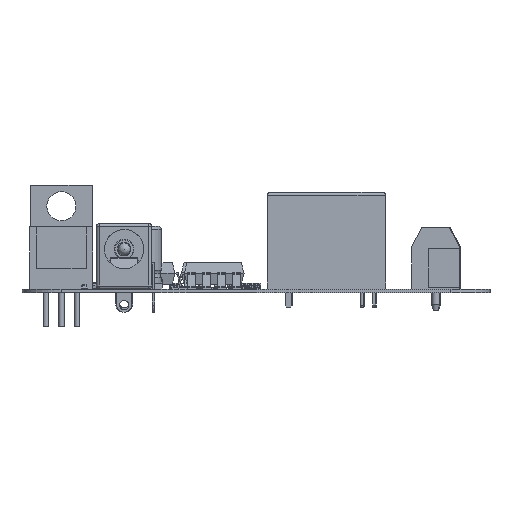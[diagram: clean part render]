
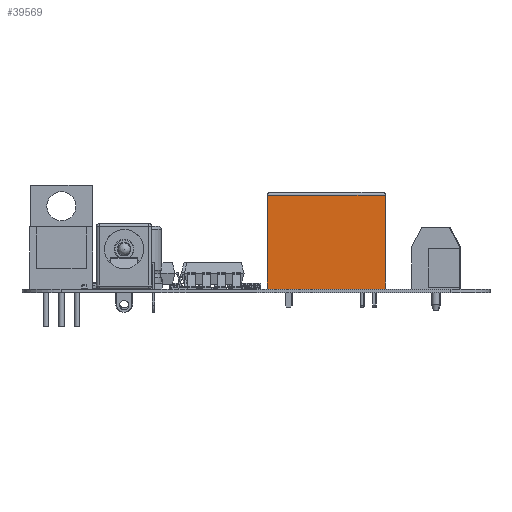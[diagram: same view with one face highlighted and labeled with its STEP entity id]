
A CAD part, front view. The second image highlights one B-rep face of the part: STEP entity #39569.
In plain terms, the highlighted face is planar.
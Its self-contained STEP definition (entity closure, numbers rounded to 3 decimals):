
#39369 = VERTEX_POINT('',#39370);
#39370 = CARTESIAN_POINT('',(7.8,9.8,15.3));
#39427 = VERTEX_POINT('',#39428);
#39428 = CARTESIAN_POINT('',(7.8,-9.4,15.3));
#39435 = EDGE_CURVE('',#39369,#39427,#39436,.T.);
#39436 = LINE('',#39437,#39438);
#39437 = CARTESIAN_POINT('',(7.8,9.8,15.3));
#39438 = VECTOR('',#39439,1.);
#39439 = DIRECTION('',(0.,-1.,0.));
#39527 = EDGE_CURVE('',#39528,#39369,#39530,.T.);
#39528 = VERTEX_POINT('',#39529);
#39529 = CARTESIAN_POINT('',(7.8,9.8,0.));
#39530 = LINE('',#39531,#39532);
#39531 = CARTESIAN_POINT('',(7.8,9.8,0.));
#39532 = VECTOR('',#39533,1.);
#39533 = DIRECTION('',(0.,0.,1.));
#39569 = ADVANCED_FACE('',(#39570),#39588,.T.);
#39570 = FACE_BOUND('',#39571,.T.);
#39571 = EDGE_LOOP('',(#39572,#39573,#39574,#39582));
#39572 = ORIENTED_EDGE('',*,*,#39527,.T.);
#39573 = ORIENTED_EDGE('',*,*,#39435,.T.);
#39574 = ORIENTED_EDGE('',*,*,#39575,.F.);
#39575 = EDGE_CURVE('',#39576,#39427,#39578,.T.);
#39576 = VERTEX_POINT('',#39577);
#39577 = CARTESIAN_POINT('',(7.8,-9.4,0.));
#39578 = LINE('',#39579,#39580);
#39579 = CARTESIAN_POINT('',(7.8,-9.4,0.));
#39580 = VECTOR('',#39581,1.);
#39581 = DIRECTION('',(0.,0.,1.));
#39582 = ORIENTED_EDGE('',*,*,#39583,.F.);
#39583 = EDGE_CURVE('',#39528,#39576,#39584,.T.);
#39584 = LINE('',#39585,#39586);
#39585 = CARTESIAN_POINT('',(7.8,9.8,0.));
#39586 = VECTOR('',#39587,1.);
#39587 = DIRECTION('',(0.,-1.,0.));
#39588 = PLANE('',#39589);
#39589 = AXIS2_PLACEMENT_3D('',#39590,#39591,#39592);
#39590 = CARTESIAN_POINT('',(7.8,9.8,0.));
#39591 = DIRECTION('',(1.,0.,0.));
#39592 = DIRECTION('',(0.,-1.,0.));
